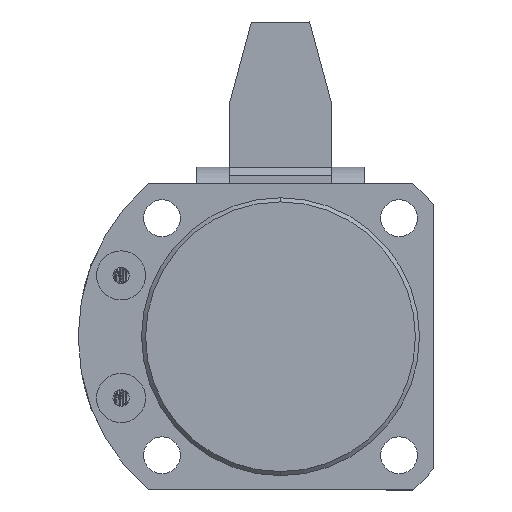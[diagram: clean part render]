
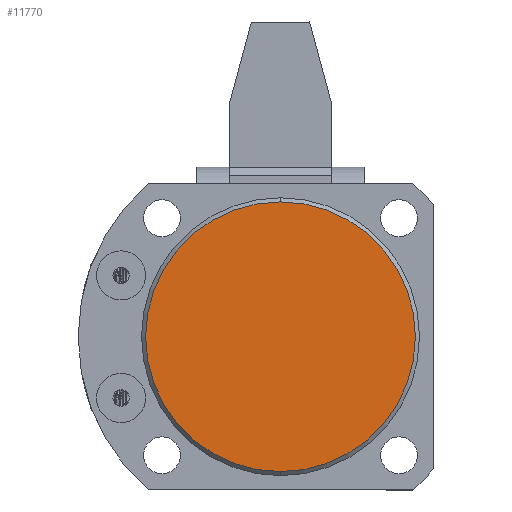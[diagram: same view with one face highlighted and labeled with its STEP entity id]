
A CAD part, front view. The second image highlights one B-rep face of the part: STEP entity #11770.
In plain terms, the highlighted planar face has unit normal (0, -1, 0).
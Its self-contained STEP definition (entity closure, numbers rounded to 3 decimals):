
#145 = EDGE_CURVE ( 'NONE', #3949, #7520, #12851, .T. ) ;
#772 = DIRECTION ( 'NONE',  ( 0., 0., -1. ) ) ;
#807 = DIRECTION ( 'NONE',  ( 0., -1., 0. ) ) ;
#812 = CARTESIAN_POINT ( 'NONE',  ( 0., -70., 0. ) ) ;
#1908 = DIRECTION ( 'NONE',  ( 0., -1., 0. ) ) ;
#2111 = EDGE_CURVE ( 'NONE', #7520, #3949, #20493, .T. ) ;
#2297 = ORIENTED_EDGE ( 'NONE', *, *, #2111, .T. ) ;
#3949 = VERTEX_POINT ( 'NONE', #4963 ) ;
#4451 = ORIENTED_EDGE ( 'NONE', *, *, #145, .T. ) ;
#4963 = CARTESIAN_POINT ( 'NONE',  ( 0., -70., -33. ) ) ;
#5450 = FACE_OUTER_BOUND ( 'NONE', #10727, .T. ) ;
#7520 = VERTEX_POINT ( 'NONE', #14181 ) ;
#10727 = EDGE_LOOP ( 'NONE', ( #2297, #4451 ) ) ;
#11033 = AXIS2_PLACEMENT_3D ( 'NONE', #812, #807, #772 ) ;
#11770 = ADVANCED_FACE ( 'NONE', ( #5450 ), #25927, .T. ) ;
#12066 = CARTESIAN_POINT ( 'NONE',  ( 0., -70., 0. ) ) ;
#12851 = CIRCLE ( 'NONE', #24198, 33. ) ;
#14181 = CARTESIAN_POINT ( 'NONE',  ( 0., -70., 33. ) ) ;
#16109 = DIRECTION ( 'NONE',  ( 0., 0., -1. ) ) ;
#16430 = CARTESIAN_POINT ( 'NONE',  ( 0., -70., 0. ) ) ;
#16453 = DIRECTION ( 'NONE',  ( 0., -1., 0. ) ) ;
#16486 = DIRECTION ( 'NONE',  ( 0., 0., -1. ) ) ;
#20493 = CIRCLE ( 'NONE', #11033, 33. ) ;
#24198 = AXIS2_PLACEMENT_3D ( 'NONE', #16430, #16453, #16486 ) ;
#25586 = AXIS2_PLACEMENT_3D ( 'NONE', #12066, #1908, #16109 ) ;
#25927 = PLANE ( 'NONE',  #25586 ) ;
